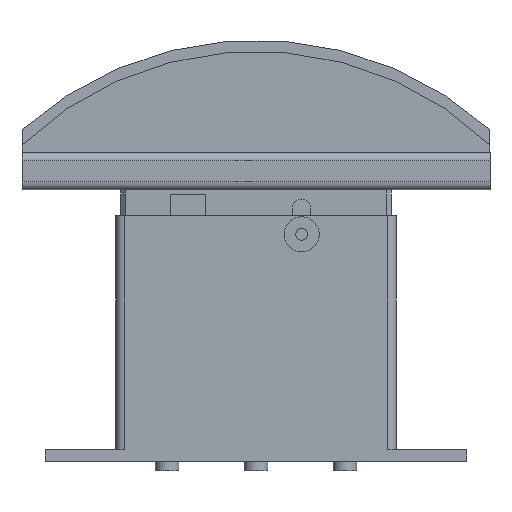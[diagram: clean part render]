
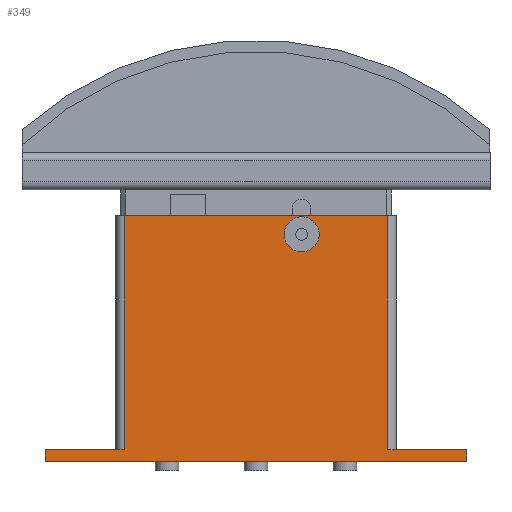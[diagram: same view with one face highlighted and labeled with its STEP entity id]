
A CAD part, front view. The second image highlights one B-rep face of the part: STEP entity #349.
In plain terms, the highlighted planar face has unit normal (0, -1, 0).
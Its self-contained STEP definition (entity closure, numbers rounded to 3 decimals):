
#349=ADVANCED_FACE('',(#702,#703),#704,.T.);
#702=FACE_BOUND('',#1058,.T.);
#703=FACE_OUTER_BOUND('',#1059,.T.);
#704=PLANE('',#1060);
#1058=EDGE_LOOP('',(#2121,#2122));
#1059=EDGE_LOOP('',(#2123,#2124,#2125,#2126,#2127,#2128,#2129,#2130));
#1060=AXIS2_PLACEMENT_3D('',#2131,#2132,#2133);
#2121=ORIENTED_EDGE('',*,*,#2570,.T.);
#2122=ORIENTED_EDGE('',*,*,#2205,.T.);
#2123=ORIENTED_EDGE('',*,*,#2615,.T.);
#2124=ORIENTED_EDGE('',*,*,#2612,.T.);
#2125=ORIENTED_EDGE('',*,*,#2534,.T.);
#2126=ORIENTED_EDGE('',*,*,#2597,.F.);
#2127=ORIENTED_EDGE('',*,*,#2619,.T.);
#2128=ORIENTED_EDGE('',*,*,#2620,.F.);
#2129=ORIENTED_EDGE('',*,*,#2621,.T.);
#2130=ORIENTED_EDGE('',*,*,#2622,.T.);
#2131=CARTESIAN_POINT('',(-45.0,-20.0,0.0));
#2132=DIRECTION('',(0.0,-1.0,0.0));
#2133=DIRECTION('',(1.0,0.0,0.0));
#2205=EDGE_CURVE('',#2658,#2655,#2659,.T.);
#2534=EDGE_CURVE('',#3164,#3165,#3166,.T.);
#2570=EDGE_CURVE('',#2655,#2658,#3209,.T.);
#2597=EDGE_CURVE('',#3240,#3165,#3242,.T.);
#2612=EDGE_CURVE('',#3262,#3164,#3263,.T.);
#2615=EDGE_CURVE('',#3266,#3262,#3267,.T.);
#2619=EDGE_CURVE('',#3240,#3272,#3273,.T.);
#2620=EDGE_CURVE('',#3274,#3272,#3275,.T.);
#2621=EDGE_CURVE('',#3274,#3276,#3277,.T.);
#2622=EDGE_CURVE('',#3276,#3266,#3278,.T.);
#2655=VERTEX_POINT('',#3318);
#2658=VERTEX_POINT('',#3322);
#2659=CIRCLE('',#3323,7.5);
#3164=VERTEX_POINT('',#4036);
#3165=VERTEX_POINT('',#4037);
#3166=LINE('',#4038,#4039);
#3209=CIRCLE('',#4090,7.5);
#3240=VERTEX_POINT('',#4128);
#3242=LINE('',#4130,#4131);
#3262=VERTEX_POINT('',#4158);
#3263=LINE('',#4159,#4160);
#3266=VERTEX_POINT('',#4163);
#3267=LINE('',#4164,#4165);
#3272=VERTEX_POINT('',#4172);
#3273=LINE('',#4173,#4174);
#3274=VERTEX_POINT('',#4175);
#3275=LINE('',#4176,#4177);
#3276=VERTEX_POINT('',#4178);
#3277=LINE('',#4179,#4180);
#3278=LINE('',#4181,#4182);
#3318=CARTESIAN_POINT('',(27.0,-20.0,97.0));
#3322=CARTESIAN_POINT('',(12.0,-20.0,97.0));
#3323=AXIS2_PLACEMENT_3D('',#4223,#4224,#4225);
#4036=CARTESIAN_POINT('',(56.4,-20.0,105.0));
#4037=CARTESIAN_POINT('',(-56.4,-20.,105.0));
#4038=CARTESIAN_POINT('',(0.0,-20.0,105.0));
#4039=VECTOR('',#4569,1.0);
#4090=AXIS2_PLACEMENT_3D('',#4626,#4627,#4628);
#4128=CARTESIAN_POINT('',(-56.4,-20.,5.0));
#4130=CARTESIAN_POINT('',(-56.4,-20.,5.0));
#4131=VECTOR('',#4660,1.0);
#4158=CARTESIAN_POINT('',(56.4,-20.0,5.0));
#4159=CARTESIAN_POINT('',(56.4,-20.0,5.0));
#4160=VECTOR('',#4674,1.0);
#4163=CARTESIAN_POINT('',(90.0,-20.0,5.0));
#4164=CARTESIAN_POINT('',(0.0,-20.0,5.0));
#4165=VECTOR('',#4678,1.0);
#4172=CARTESIAN_POINT('',(-90.0,-20.0,5.0));
#4173=CARTESIAN_POINT('',(0.0,-20.0,5.0));
#4174=VECTOR('',#4681,1.0);
#4175=CARTESIAN_POINT('',(-90.0,-20.0,0.0));
#4176=CARTESIAN_POINT('',(-90.0,-20.0,0.0));
#4177=VECTOR('',#4682,1.0);
#4178=CARTESIAN_POINT('',(90.0,-20.0,0.0));
#4179=CARTESIAN_POINT('',(0.0,-20.0,0.0));
#4180=VECTOR('',#4683,1.0);
#4181=CARTESIAN_POINT('',(90.0,-20.0,0.0));
#4182=VECTOR('',#4684,1.0);
#4223=CARTESIAN_POINT('',(19.5,-20.0,97.0));
#4224=DIRECTION('',(-0.0,1.0,0.0));
#4225=DIRECTION('',(1.0,0.0,0.0));
#4569=DIRECTION('',(-1.0,-0.0,-0.0));
#4626=CARTESIAN_POINT('',(19.5,-20.0,97.0));
#4627=DIRECTION('',(-0.0,1.0,0.0));
#4628=DIRECTION('',(1.0,0.0,0.0));
#4660=DIRECTION('',(0.0,0.0,1.0));
#4674=DIRECTION('',(0.0,0.0,1.0));
#4678=DIRECTION('',(-1.0,-0.0,-0.0));
#4681=DIRECTION('',(-1.0,-0.0,-0.0));
#4682=DIRECTION('',(0.0,0.0,1.0));
#4683=DIRECTION('',(1.0,0.0,0.0));
#4684=DIRECTION('',(0.0,0.0,1.0));
